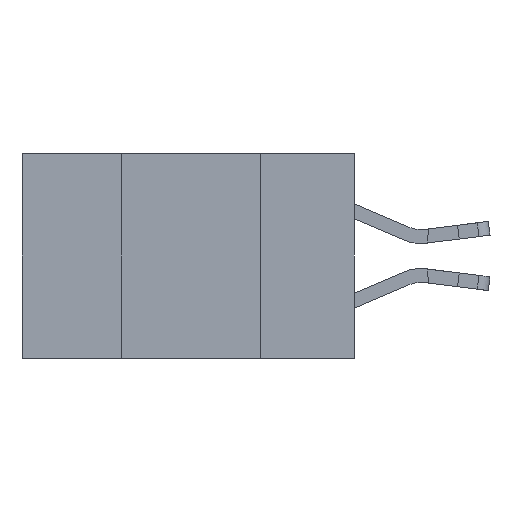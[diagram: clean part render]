
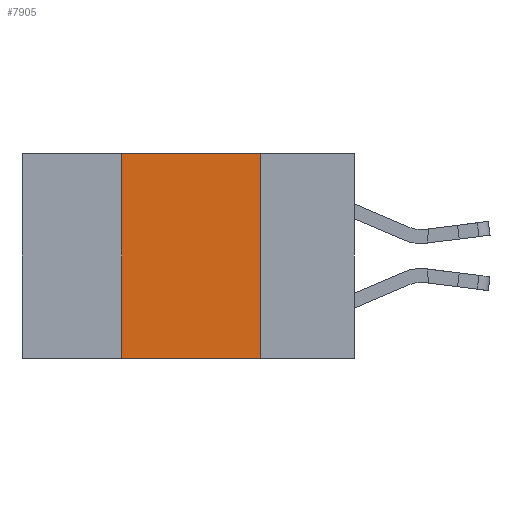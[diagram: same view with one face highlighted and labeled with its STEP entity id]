
A CAD part, left-side view. The second image highlights one B-rep face of the part: STEP entity #7905.
In plain terms, the highlighted planar face has unit normal (-1, 0, 0).
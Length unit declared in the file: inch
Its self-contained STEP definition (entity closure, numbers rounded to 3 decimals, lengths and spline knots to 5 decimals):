
#117 = EDGE_CURVE ( 'NONE', #3353, #1423, #6417, .T. ) ;
#584 = ORIENTED_EDGE ( 'NONE', *, *, #11680, .F. ) ;
#756 = CARTESIAN_POINT ( 'NONE',  ( 0., 0.6, 0. ) ) ;
#904 = CARTESIAN_POINT ( 'NONE',  ( 0., 0.42, 0. ) ) ;
#994 = PLANE ( 'NONE',  #5128 ) ;
#1423 = VERTEX_POINT ( 'NONE', #11858 ) ;
#1602 = DIRECTION ( 'NONE',  ( 0., -1., 0. ) ) ;
#1970 = DIRECTION ( 'NONE',  ( 0., 0., -1. ) ) ;
#2872 = EDGE_LOOP ( 'NONE', ( #7155, #14092, #584, #11776 ) ) ;
#3006 = VECTOR ( 'NONE', #1602, 39.37008 ) ;
#3353 = VERTEX_POINT ( 'NONE', #904 ) ;
#3489 = LINE ( 'NONE', #12481, #5885 ) ;
#3750 = CARTESIAN_POINT ( 'NONE',  ( 0., 0.6, -0.37 ) ) ;
#3846 = CARTESIAN_POINT ( 'NONE',  ( 0., 0.42, -0.37 ) ) ;
#4607 = VERTEX_POINT ( 'NONE', #3846 ) ;
#4909 = LINE ( 'NONE', #5952, #14637 ) ;
#4951 = VECTOR ( 'NONE', #5154, 39.37008 ) ;
#5128 = AXIS2_PLACEMENT_3D ( 'NONE', #7554, #11101, #1970 ) ;
#5154 = DIRECTION ( 'NONE',  ( 0., -1., 0. ) ) ;
#5885 = VECTOR ( 'NONE', #11527, 39.37008 ) ;
#5952 = CARTESIAN_POINT ( 'NONE',  ( 0., 0.17, -0.37 ) ) ;
#6417 = LINE ( 'NONE', #756, #4951 ) ;
#7155 = ORIENTED_EDGE ( 'NONE', *, *, #12308, .F. ) ;
#7554 = CARTESIAN_POINT ( 'NONE',  ( 0., 0.6, 0. ) ) ;
#7724 = EDGE_CURVE ( 'NONE', #4607, #10512, #12957, .T. ) ;
#7905 = ADVANCED_FACE ( 'NONE', ( #10962 ), #994, .F. ) ;
#9538 = CARTESIAN_POINT ( 'NONE',  ( 0., 0.17, -0.37 ) ) ;
#10512 = VERTEX_POINT ( 'NONE', #9538 ) ;
#10962 = FACE_OUTER_BOUND ( 'NONE', #2872, .T. ) ;
#11101 = DIRECTION ( 'NONE',  ( 1., 0., 0. ) ) ;
#11527 = DIRECTION ( 'NONE',  ( 0., 0., 1. ) ) ;
#11680 = EDGE_CURVE ( 'NONE', #4607, #3353, #3489, .T. ) ;
#11776 = ORIENTED_EDGE ( 'NONE', *, *, #7724, .T. ) ;
#11858 = CARTESIAN_POINT ( 'NONE',  ( 0., 0.17, 0. ) ) ;
#12308 = EDGE_CURVE ( 'NONE', #1423, #10512, #4909, .T. ) ;
#12481 = CARTESIAN_POINT ( 'NONE',  ( 0., 0.42, -0.37 ) ) ;
#12957 = LINE ( 'NONE', #3750, #3006 ) ;
#14022 = DIRECTION ( 'NONE',  ( 0., 0., -1. ) ) ;
#14092 = ORIENTED_EDGE ( 'NONE', *, *, #117, .F. ) ;
#14637 = VECTOR ( 'NONE', #14022, 39.37008 ) ;
